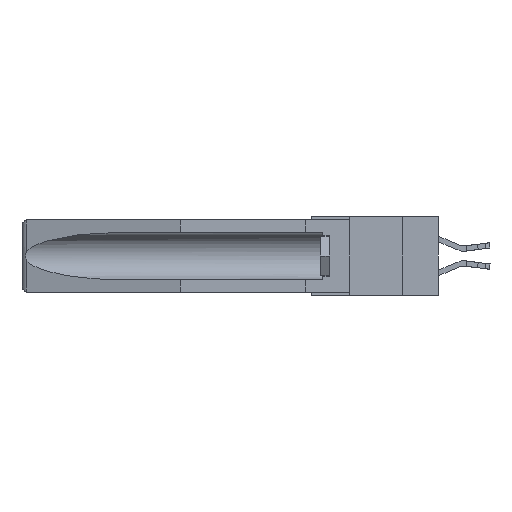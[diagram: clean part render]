
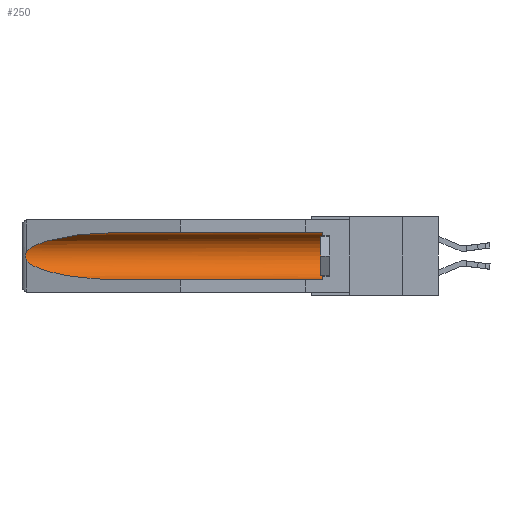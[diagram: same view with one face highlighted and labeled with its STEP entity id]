
A CAD part, left-side view. The second image highlights one B-rep face of the part: STEP entity #250.
In plain terms, the highlighted cylindrical face has radius 2.857 mm (diameter 5.715 mm), a partial arc.
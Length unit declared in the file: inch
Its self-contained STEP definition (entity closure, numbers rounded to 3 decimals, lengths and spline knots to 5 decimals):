
#250 = ADVANCED_FACE ( 'NONE', ( #25676 ), #5654, .F. ) ;
#371 = CARTESIAN_POINT ( 'NONE',  ( 0.2675, 1.53308, -0.17534 ) ) ;
#632 = LINE ( 'NONE', #12233, #13081 ) ;
#934 = CARTESIAN_POINT ( 'NONE',  ( 0.26537, 1.52718, -0.19328 ) ) ;
#1180 = ORIENTED_EDGE ( 'NONE', *, *, #17233, .T. ) ;
#1497 =( BOUNDED_CURVE ( )  B_SPLINE_CURVE ( 3, ( #4431, #25844, #14232, #23897 ),
 .UNSPECIFIED., .F., .F. ) 
 B_SPLINE_CURVE_WITH_KNOTS ( ( 4, 4 ),
 ( 0.1948, 1.5708 ),
 .UNSPECIFIED. ) 
 CURVE ( )  GEOMETRIC_REPRESENTATION_ITEM ( )  RATIONAL_B_SPLINE_CURVE ( ( 1., 0.848, 0.848, 1. ) ) 
 REPRESENTATION_ITEM ( '' )  );
#1588 = CARTESIAN_POINT ( 'NONE',  ( 0.155, -0.30754, -0.059 ) ) ;
#2236 = VERTEX_POINT ( 'NONE', #21561 ) ;
#3011 = DIRECTION ( 'NONE',  ( 0., 1., 0. ) ) ;
#3132 = CARTESIAN_POINT ( 'NONE',  ( 0.26654, 1.53092, -0.15636 ) ) ;
#3139 = EDGE_CURVE ( 'NONE', #27791, #13694, #4742, .T. ) ;
#3248 = EDGE_CURVE ( 'NONE', #11230, #2236, #632, .T. ) ;
#4089 = CARTESIAN_POINT ( 'NONE',  ( 0.26597, 1.5296, -0.19026 ) ) ;
#4431 = CARTESIAN_POINT ( 'NONE',  ( 0.26537, 1.52718, -0.19328 ) ) ;
#4742 =( BOUNDED_CURVE ( )  B_SPLINE_CURVE ( 3, ( #9472, #18794, #4869, #28264 ),
 .UNSPECIFIED., .F., .F. ) 
 B_SPLINE_CURVE_WITH_KNOTS ( ( 4, 4 ),
 ( 4.71239, 6.08839 ),
 .UNSPECIFIED. ) 
 CURVE ( )  GEOMETRIC_REPRESENTATION_ITEM ( )  RATIONAL_B_SPLINE_CURVE ( ( 1., 0.848, 0.848, 1. ) ) 
 REPRESENTATION_ITEM ( '' )  );
#4869 = CARTESIAN_POINT ( 'NONE',  ( 0.25451, 1.48313, -0.09465 ) ) ;
#5033 = CARTESIAN_POINT ( 'NONE',  ( 0.155, 0.126, -0.284 ) ) ;
#5654 = CYLINDRICAL_SURFACE ( 'NONE', #18626, 0.1125 ) ;
#5836 = CARTESIAN_POINT ( 'NONE',  ( 0.2675, 1.53308, -0.16763 ) ) ;
#6808 = ORIENTED_EDGE ( 'NONE', *, *, #3248, .F. ) ;
#9472 = CARTESIAN_POINT ( 'NONE',  ( 0.155, 1.07973, -0.059 ) ) ;
#9744 = CARTESIAN_POINT ( 'NONE',  ( 0.155, 0.126, -0.059 ) ) ;
#10967 = ORIENTED_EDGE ( 'NONE', *, *, #13349, .T. ) ;
#11230 = VERTEX_POINT ( 'NONE', #5033 ) ;
#12233 = CARTESIAN_POINT ( 'NONE',  ( 0.155, -0.30754, -0.284 ) ) ;
#12377 = ORIENTED_EDGE ( 'NONE', *, *, #13196, .T. ) ;
#12399 = CARTESIAN_POINT ( 'NONE',  ( 0.155, 0.126, -0.1715 ) ) ;
#13081 = VECTOR ( 'NONE', #3011, 39.37008 ) ;
#13196 = EDGE_CURVE ( 'NONE', #14804, #2236, #1497, .T. ) ;
#13349 = EDGE_CURVE ( 'NONE', #11230, #14101, #28082, .T. ) ;
#13694 = VERTEX_POINT ( 'NONE', #21593 ) ;
#14101 = VERTEX_POINT ( 'NONE', #9744 ) ;
#14232 = CARTESIAN_POINT ( 'NONE',  ( 0.21114, 1.30732, -0.284 ) ) ;
#14291 = B_SPLINE_CURVE_WITH_KNOTS ( 'NONE', 3,
 ( #24272, #29591, #3132, #19172, #5836, #371, #20284, #29447, #4089, #20381 ),
 .UNSPECIFIED., .F., .F.,
 ( 4, 2, 2, 2, 4 ),
 ( 0., 0.00029, 0.00058, 0.00087, 0.00117 ),
 .UNSPECIFIED. ) ;
#14549 = ORIENTED_EDGE ( 'NONE', *, *, #3139, .T. ) ;
#14804 = VERTEX_POINT ( 'NONE', #934 ) ;
#15311 = CARTESIAN_POINT ( 'NONE',  ( 0.155, -0.30754, -0.1715 ) ) ;
#17233 = EDGE_CURVE ( 'NONE', #14101, #27791, #21621, .T. ) ;
#18546 = EDGE_CURVE ( 'NONE', #13694, #14804, #14291, .T. ) ;
#18626 = AXIS2_PLACEMENT_3D ( 'NONE', #15311, #30004, #23422 ) ;
#18794 = CARTESIAN_POINT ( 'NONE',  ( 0.21114, 1.30732, -0.059 ) ) ;
#19172 = CARTESIAN_POINT ( 'NONE',  ( 0.2673, 1.5327, -0.16383 ) ) ;
#19729 = AXIS2_PLACEMENT_3D ( 'NONE', #12399, #24395, #26493 ) ;
#19899 = EDGE_LOOP ( 'NONE', ( #14549, #24593, #12377, #6808, #10967, #1180 ) ) ;
#20284 = CARTESIAN_POINT ( 'NONE',  ( 0.2673, 1.53269, -0.17917 ) ) ;
#20381 = CARTESIAN_POINT ( 'NONE',  ( 0.26537, 1.52718, -0.19328 ) ) ;
#21561 = CARTESIAN_POINT ( 'NONE',  ( 0.155, 1.07973, -0.284 ) ) ;
#21593 = CARTESIAN_POINT ( 'NONE',  ( 0.26537, 1.52718, -0.14972 ) ) ;
#21621 = LINE ( 'NONE', #1588, #24191 ) ;
#23422 = DIRECTION ( 'NONE',  ( 0., 0., 1. ) ) ;
#23897 = CARTESIAN_POINT ( 'NONE',  ( 0.155, 1.07973, -0.284 ) ) ;
#24191 = VECTOR ( 'NONE', #24710, 39.37008 ) ;
#24272 = CARTESIAN_POINT ( 'NONE',  ( 0.26537, 1.52718, -0.14972 ) ) ;
#24395 = DIRECTION ( 'NONE',  ( 0., -1., 0. ) ) ;
#24593 = ORIENTED_EDGE ( 'NONE', *, *, #18546, .T. ) ;
#24710 = DIRECTION ( 'NONE',  ( 0., 1., 0. ) ) ;
#25676 = FACE_OUTER_BOUND ( 'NONE', #19899, .T. ) ;
#25844 = CARTESIAN_POINT ( 'NONE',  ( 0.25451, 1.48313, -0.24835 ) ) ;
#26363 = CARTESIAN_POINT ( 'NONE',  ( 0.155, 1.07973, -0.059 ) ) ;
#26493 = DIRECTION ( 'NONE',  ( 0., 0., 1. ) ) ;
#27791 = VERTEX_POINT ( 'NONE', #26363 ) ;
#28082 = CIRCLE ( 'NONE', #19729, 0.1125 ) ;
#28264 = CARTESIAN_POINT ( 'NONE',  ( 0.26537, 1.52718, -0.14972 ) ) ;
#29447 = CARTESIAN_POINT ( 'NONE',  ( 0.26655, 1.53094, -0.18657 ) ) ;
#29591 = CARTESIAN_POINT ( 'NONE',  ( 0.26597, 1.52961, -0.15275 ) ) ;
#30004 = DIRECTION ( 'NONE',  ( 0., 1., 0. ) ) ;
